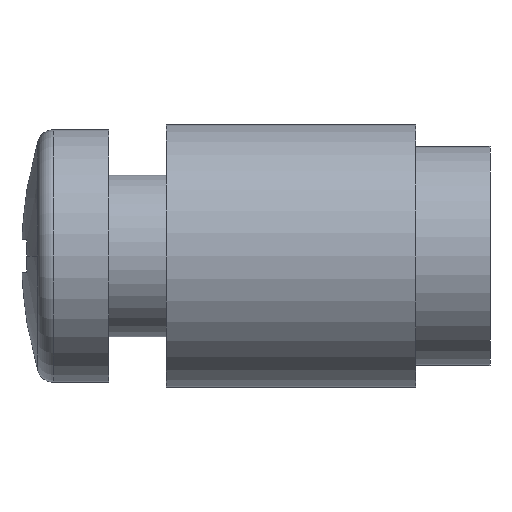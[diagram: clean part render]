
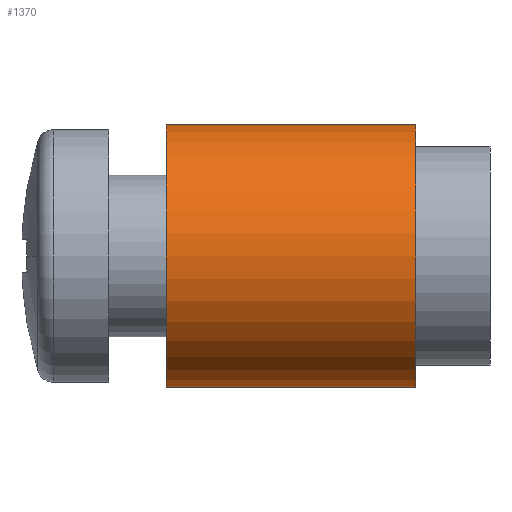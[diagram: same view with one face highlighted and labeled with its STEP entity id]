
A CAD part, left-side view. The second image highlights one B-rep face of the part: STEP entity #1370.
In plain terms, the highlighted cylindrical face has radius 3.9 mm (diameter 7.8 mm), a partial arc.
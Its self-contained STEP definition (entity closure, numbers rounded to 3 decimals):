
#17 = AXIS2_PLACEMENT_3D ( 'NONE', #952, #748, #518 ) ;
#62 = CIRCLE ( 'NONE', #17, 3.9 ) ;
#65 = LINE ( 'NONE', #1286, #99 ) ;
#86 = AXIS2_PLACEMENT_3D ( 'NONE', #390, #503, #1349 ) ;
#99 = VECTOR ( 'NONE', #523, 1000. ) ;
#168 = LINE ( 'NONE', #995, #1197 ) ;
#229 = CYLINDRICAL_SURFACE ( 'NONE', #465, 3.9 ) ;
#234 = EDGE_CURVE ( 'NONE', #1364, #1342, #65, .T. ) ;
#240 = CIRCLE ( 'NONE', #86, 3.9 ) ;
#247 = DIRECTION ( 'NONE',  ( 0., 0., -1. ) ) ;
#297 = ORIENTED_EDGE ( 'NONE', *, *, #1277, .F. ) ;
#306 = VERTEX_POINT ( 'NONE', #664 ) ;
#390 = CARTESIAN_POINT ( 'NONE',  ( 0., 2.2, 0. ) ) ;
#429 = ORIENTED_EDGE ( 'NONE', *, *, #234, .T. ) ;
#465 = AXIS2_PLACEMENT_3D ( 'NONE', #572, #1097, #247 ) ;
#503 = DIRECTION ( 'NONE',  ( 0., -1., 0. ) ) ;
#516 = ORIENTED_EDGE ( 'NONE', *, *, #617, .F. ) ;
#518 = DIRECTION ( 'NONE',  ( 0., 0., -1. ) ) ;
#523 = DIRECTION ( 'NONE',  ( 0., -1., 0. ) ) ;
#572 = CARTESIAN_POINT ( 'NONE',  ( 0., 0., 0. ) ) ;
#617 = EDGE_CURVE ( 'NONE', #891, #1342, #240, .T. ) ;
#664 = CARTESIAN_POINT ( 'NONE',  ( 0., 9.6, 3.9 ) ) ;
#731 = EDGE_CURVE ( 'NONE', #306, #1364, #62, .T. ) ;
#748 = DIRECTION ( 'NONE',  ( 0., -1., 0. ) ) ;
#791 = DIRECTION ( 'NONE',  ( 0., -1., 0. ) ) ;
#858 = ORIENTED_EDGE ( 'NONE', *, *, #731, .T. ) ;
#891 = VERTEX_POINT ( 'NONE', #1161 ) ;
#952 = CARTESIAN_POINT ( 'NONE',  ( 0., 9.6, 0. ) ) ;
#995 = CARTESIAN_POINT ( 'NONE',  ( 0., 0., 3.9 ) ) ;
#1097 = DIRECTION ( 'NONE',  ( 0., -1., 0. ) ) ;
#1101 = CARTESIAN_POINT ( 'NONE',  ( 0., 9.6, -3.9 ) ) ;
#1105 = CARTESIAN_POINT ( 'NONE',  ( 0., 2.2, -3.9 ) ) ;
#1142 = FACE_OUTER_BOUND ( 'NONE', #1203, .T. ) ;
#1161 = CARTESIAN_POINT ( 'NONE',  ( 0., 2.2, 3.9 ) ) ;
#1197 = VECTOR ( 'NONE', #791, 1000. ) ;
#1203 = EDGE_LOOP ( 'NONE', ( #297, #858, #429, #516 ) ) ;
#1277 = EDGE_CURVE ( 'NONE', #306, #891, #168, .T. ) ;
#1286 = CARTESIAN_POINT ( 'NONE',  ( 0., 0., -3.9 ) ) ;
#1342 = VERTEX_POINT ( 'NONE', #1105 ) ;
#1349 = DIRECTION ( 'NONE',  ( 0., 0., -1. ) ) ;
#1364 = VERTEX_POINT ( 'NONE', #1101 ) ;
#1370 = ADVANCED_FACE ( 'NONE', ( #1142 ), #229, .T. ) ;
